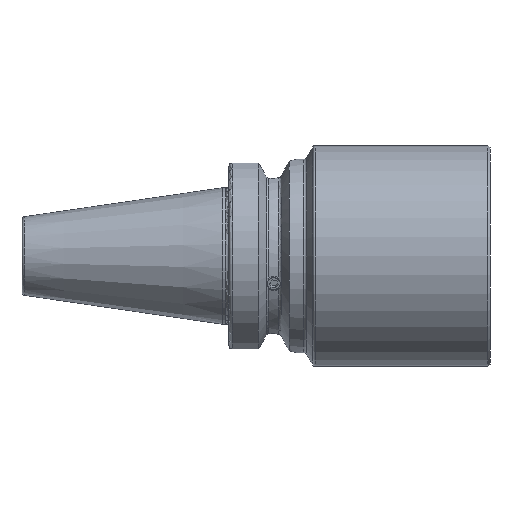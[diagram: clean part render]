
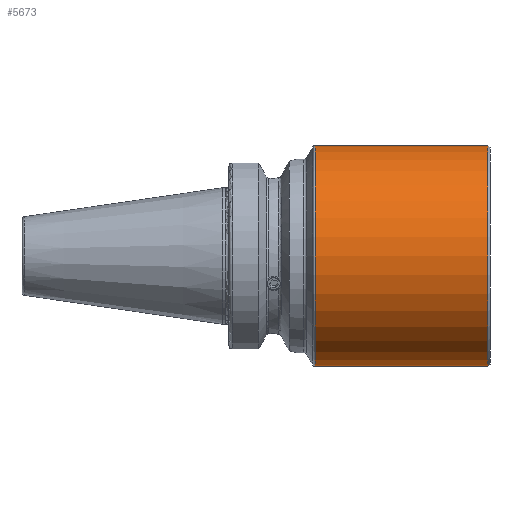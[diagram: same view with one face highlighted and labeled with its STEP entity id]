
A CAD part, front view. The second image highlights one B-rep face of the part: STEP entity #5673.
In plain terms, the highlighted cylindrical face has radius 36 mm (diameter 72 mm), a partial arc.
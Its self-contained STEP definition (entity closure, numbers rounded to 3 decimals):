
#90 = DIRECTION ( 'NONE',  ( 0., 0., 1. ) ) ;
#117 = DIRECTION ( 'NONE',  ( -1., 0., 0. ) ) ;
#225 = ORIENTED_EDGE ( 'NONE', *, *, #765, .T. ) ;
#319 = CARTESIAN_POINT ( 'NONE',  ( 30.175, 0., -36. ) ) ;
#414 = LINE ( 'NONE', #1375, #3218 ) ;
#639 = CARTESIAN_POINT ( 'NONE',  ( -68.822, 0., -36. ) ) ;
#665 = ORIENTED_EDGE ( 'NONE', *, *, #6210, .F. ) ;
#684 = CARTESIAN_POINT ( 'NONE',  ( 30.175, 0., 36. ) ) ;
#765 = EDGE_CURVE ( 'NONE', #4490, #4783, #414, .T. ) ;
#1246 = ORIENTED_EDGE ( 'NONE', *, *, #7118, .T. ) ;
#1311 = AXIS2_PLACEMENT_3D ( 'NONE', #6805, #3429, #90 ) ;
#1369 = EDGE_CURVE ( 'NONE', #4783, #1620, #2376, .T. ) ;
#1375 = CARTESIAN_POINT ( 'NONE',  ( -68.822, 0., 36. ) ) ;
#1620 = VERTEX_POINT ( 'NONE', #319 ) ;
#1637 = DIRECTION ( 'NONE',  ( -1., 0., 0. ) ) ;
#1767 = VECTOR ( 'NONE', #117, 1000. ) ;
#1826 = EDGE_LOOP ( 'NONE', ( #665, #1246, #225, #4036 ) ) ;
#2358 = CARTESIAN_POINT ( 'NONE',  ( 30.175, 0., 0. ) ) ;
#2376 = CIRCLE ( 'NONE', #5934, 36. ) ;
#2377 = DIRECTION ( 'NONE',  ( 1., 0., 0. ) ) ;
#2406 = DIRECTION ( 'NONE',  ( 0., 0., -1. ) ) ;
#2979 = VERTEX_POINT ( 'NONE', #3700 ) ;
#3218 = VECTOR ( 'NONE', #1637, 1000. ) ;
#3429 = DIRECTION ( 'NONE',  ( -1., 0., 0. ) ) ;
#3468 = FACE_OUTER_BOUND ( 'NONE', #1826, .T. ) ;
#3482 = CARTESIAN_POINT ( 'NONE',  ( 86.3, 0., 36. ) ) ;
#3700 = CARTESIAN_POINT ( 'NONE',  ( 86.3, 0., -36. ) ) ;
#4036 = ORIENTED_EDGE ( 'NONE', *, *, #1369, .T. ) ;
#4383 = DIRECTION ( 'NONE',  ( 0., 0., 1. ) ) ;
#4490 = VERTEX_POINT ( 'NONE', #3482 ) ;
#4782 = LINE ( 'NONE', #639, #1767 ) ;
#4783 = VERTEX_POINT ( 'NONE', #684 ) ;
#4967 = DIRECTION ( 'NONE',  ( -1., 0., 0. ) ) ;
#5673 = ADVANCED_FACE ( 'NONE', ( #3468 ), #6130, .T. ) ;
#5830 = CIRCLE ( 'NONE', #1311, 36. ) ;
#5934 = AXIS2_PLACEMENT_3D ( 'NONE', #2358, #2377, #2406 ) ;
#6101 = CARTESIAN_POINT ( 'NONE',  ( -68.822, 0., 0. ) ) ;
#6130 = CYLINDRICAL_SURFACE ( 'NONE', #7270, 36. ) ;
#6210 = EDGE_CURVE ( 'NONE', #2979, #1620, #4782, .T. ) ;
#6805 = CARTESIAN_POINT ( 'NONE',  ( 86.3, 0., 0. ) ) ;
#7118 = EDGE_CURVE ( 'NONE', #2979, #4490, #5830, .T. ) ;
#7270 = AXIS2_PLACEMENT_3D ( 'NONE', #6101, #4967, #4383 ) ;
